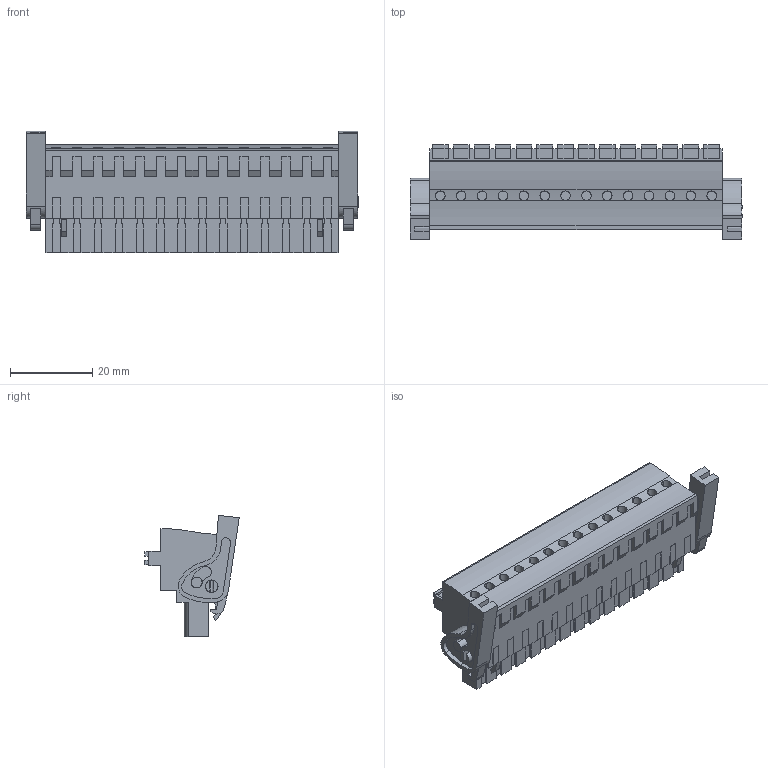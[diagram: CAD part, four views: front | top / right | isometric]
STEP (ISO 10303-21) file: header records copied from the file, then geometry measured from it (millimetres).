
FILE_DESCRIPTION(('CATIA V5 STEP Exchange','CAx-IF Rec.Pracs.--- Model Styling and Organization---1.2---2011-12-15'),'2;1');
FILE_NAME ('D1461203_0_1983200000_1983200000.stp','2017-10-30T15:43:43+00:00',('none'),('Weidmueller'),'CATIA Version 5-6 Release 2014','CATIA V5 STEP AP214','none');
FILE_SCHEMA(('AUTOMOTIVE_DESIGN { 1 0 10303 214 1 1 1 1 }'));
Length unit declared in the file: millimetre
Products named in the file (1): 1983200000
Bounding box: 80.82 x 23.02 x 29.52 mm (x, y, z)
Volume: 22109.3 mm3; surface area: 11906.1 mm2
Topology: 17 solids, 17 shells, 1090 faces, 3023 edges, 2035 vertices
Faces by surface type: plane 883, cylinder 207
Entity records: 31567 total; most frequent: ORIENTED_EDGE 6046, CARTESIAN_POINT 5923, DIRECTION 4005, EDGE_CURVE 3023, VECTOR 2585, LINE 2585, VERTEX_POINT 2035, EDGE_LOOP 1166
